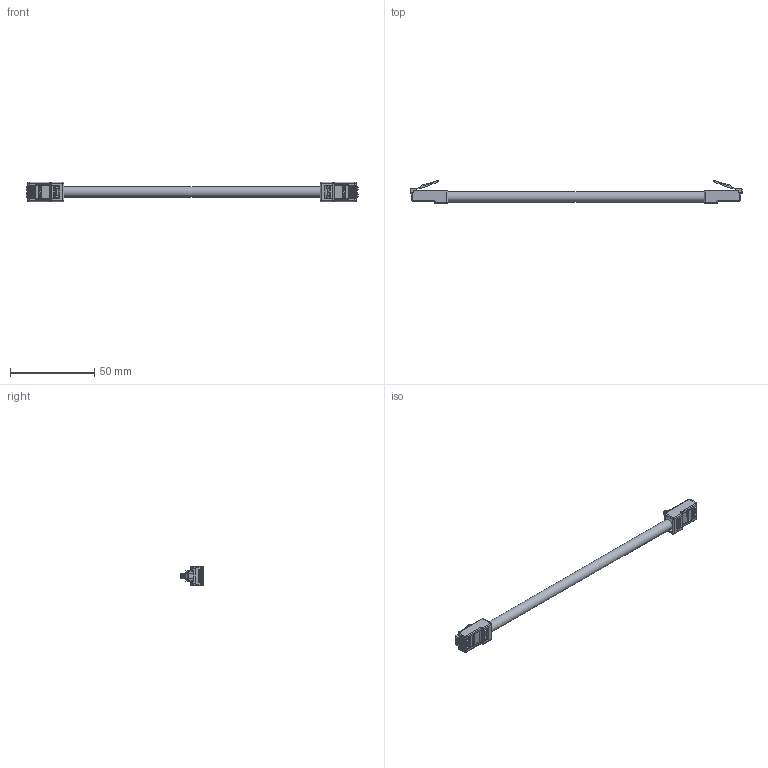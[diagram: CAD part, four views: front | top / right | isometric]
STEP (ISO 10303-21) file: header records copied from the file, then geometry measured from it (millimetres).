
FILE_DESCRIPTION (( 'STEP AP214' ), '1' );
FILE_NAME ('TRD695LZBL.STEP', '2018-04-03T20:37:42', ( '' ), ( '' ), 'SwSTEP 2.0', 'SolidWorks 2017', '' );
FILE_SCHEMA (( 'AUTOMOTIVE_DESIGN' ));
Length unit declared in the file: inch
Products named in the file (3): 1AL04-104; TRD695LZBL; 1AD02-009
Assembly tree (3 placements, depth 2):
  TRD695LZBL
    1AL04-104
    1AD02-009  x2
Bounding box: 197.36 x 13.96 x 11.68 mm (x, y, z)
Volume: 6438.6 mm3; surface area: 6713.4 mm2
Topology: 3 solids, 3 shells, 1331 faces, 3581 edges, 2232 vertices
Faces by surface type: plane 764, cylinder 359, torus 116, bspline 60, sphere 32
Full cylindrical faces by diameter (mm): 6.198 x1
Entity records: 22508 total; most frequent: CARTESIAN_POINT 5896, ORIENTED_EDGE 3558, DIRECTION 3262, EDGE_CURVE 1779, LINE 1286, VECTOR 1286, VERTEX_POINT 1117, AXIS2_PLACEMENT_3D 988
